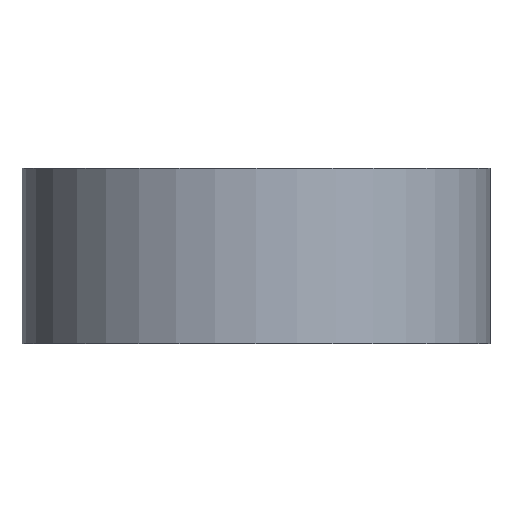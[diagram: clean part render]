
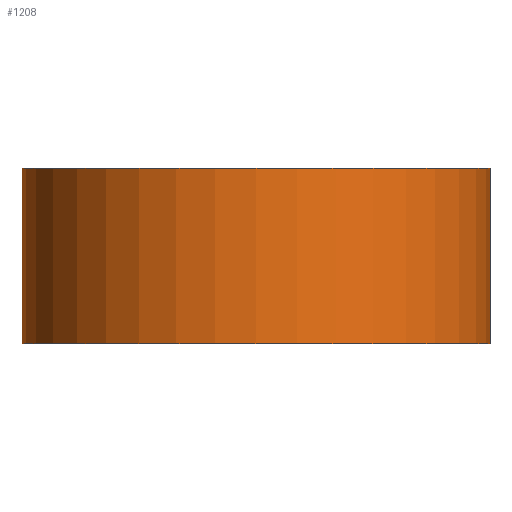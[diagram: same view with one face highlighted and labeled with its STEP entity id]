
A CAD part, front view. The second image highlights one B-rep face of the part: STEP entity #1208.
In plain terms, the highlighted cylindrical face has radius 50.8 mm (diameter 101.6 mm), a full revolution.
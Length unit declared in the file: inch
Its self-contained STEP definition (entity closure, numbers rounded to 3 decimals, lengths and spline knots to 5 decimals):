
#134=FACE_OUTER_BOUND('',#209,.T.);
#209=EDGE_LOOP('',(#1109,#1110,#1111,#1112));
#318=LINE('',#2103,#423);
#423=VECTOR('',#1745,2.);
#488=CIRCLE('',#1380,2.);
#489=CIRCLE('',#1381,2.);
#602=VERTEX_POINT('',#2100);
#603=VERTEX_POINT('',#2102);
#772=EDGE_CURVE('',#602,#602,#488,.T.);
#773=EDGE_CURVE('',#602,#603,#318,.T.);
#774=EDGE_CURVE('',#603,#603,#489,.T.);
#1109=ORIENTED_EDGE('',*,*,#772,.F.);
#1110=ORIENTED_EDGE('',*,*,#773,.T.);
#1111=ORIENTED_EDGE('',*,*,#774,.F.);
#1112=ORIENTED_EDGE('',*,*,#773,.F.);
#1149=CYLINDRICAL_SURFACE('',#1379,2.);
#1208=ADVANCED_FACE('',(#134),#1149,.T.);
#1379=AXIS2_PLACEMENT_3D('',#2099,#1741,#1742);
#1380=AXIS2_PLACEMENT_3D('',#2101,#1743,#1744);
#1381=AXIS2_PLACEMENT_3D('',#2104,#1746,#1747);
#1741=DIRECTION('center_axis',(0.,0.,-1.));
#1742=DIRECTION('ref_axis',(1.,0.,0.));
#1743=DIRECTION('center_axis',(0.,0.,-1.));
#1744=DIRECTION('ref_axis',(1.,0.,0.));
#1745=DIRECTION('',(0.,0.,1.));
#1746=DIRECTION('center_axis',(0.,0.,1.));
#1747=DIRECTION('ref_axis',(1.,0.,0.));
#2099=CARTESIAN_POINT('Origin',(0.,0.,0.));
#2100=CARTESIAN_POINT('',(-2.,0.,-1.5));
#2101=CARTESIAN_POINT('Origin',(0.,0.,-1.5));
#2102=CARTESIAN_POINT('',(-2.,0.,0.));
#2103=CARTESIAN_POINT('',(-2.,0.,0.));
#2104=CARTESIAN_POINT('Origin',(0.,0.,0.));
